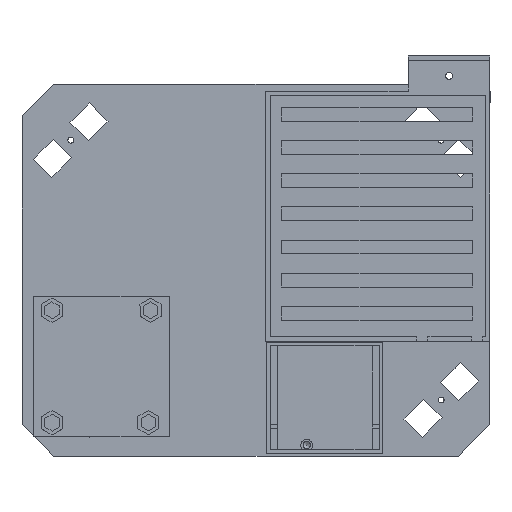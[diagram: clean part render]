
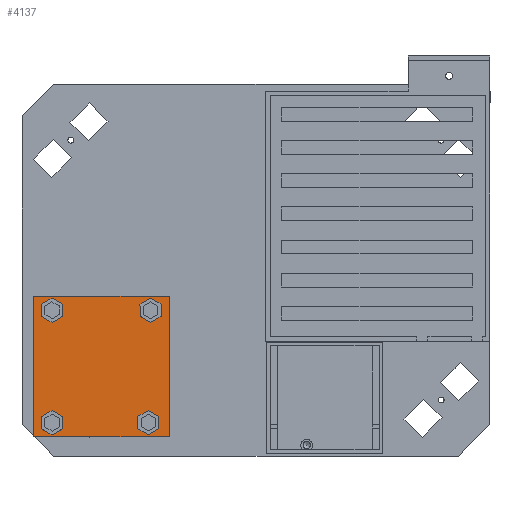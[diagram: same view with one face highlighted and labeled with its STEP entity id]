
A CAD part, top view. The second image highlights one B-rep face of the part: STEP entity #4137.
In plain terms, the highlighted planar face has unit normal (0, 0, 1).
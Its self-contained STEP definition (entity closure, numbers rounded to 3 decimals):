
#119=FACE_BOUND('',#571,.T.);
#120=FACE_BOUND('',#572,.T.);
#121=FACE_BOUND('',#573,.T.);
#122=FACE_BOUND('',#574,.T.);
#313=FACE_OUTER_BOUND('',#570,.T.);
#570=EDGE_LOOP('',(#3492,#3493,#3494,#3495));
#571=EDGE_LOOP('',(#3496,#3497,#3498,#3499,#3500,#3501));
#572=EDGE_LOOP('',(#3502,#3503,#3504,#3505,#3506,#3507));
#573=EDGE_LOOP('',(#3508,#3509,#3510,#3511,#3512,#3513));
#574=EDGE_LOOP('',(#3514,#3515,#3516,#3517,#3518,#3519));
#999=LINE('',#6325,#1536);
#1002=LINE('',#6330,#1539);
#1055=LINE('',#6441,#1592);
#1056=LINE('',#6442,#1593);
#1057=LINE('',#6445,#1594);
#1058=LINE('',#6447,#1595);
#1059=LINE('',#6449,#1596);
#1060=LINE('',#6451,#1597);
#1061=LINE('',#6453,#1598);
#1062=LINE('',#6454,#1599);
#1063=LINE('',#6457,#1600);
#1064=LINE('',#6459,#1601);
#1065=LINE('',#6461,#1602);
#1066=LINE('',#6463,#1603);
#1067=LINE('',#6465,#1604);
#1068=LINE('',#6466,#1605);
#1069=LINE('',#6469,#1606);
#1070=LINE('',#6471,#1607);
#1071=LINE('',#6473,#1608);
#1072=LINE('',#6475,#1609);
#1073=LINE('',#6477,#1610);
#1074=LINE('',#6478,#1611);
#1075=LINE('',#6481,#1612);
#1076=LINE('',#6483,#1613);
#1077=LINE('',#6485,#1614);
#1078=LINE('',#6487,#1615);
#1079=LINE('',#6489,#1616);
#1080=LINE('',#6490,#1617);
#1536=VECTOR('',#5189,10.);
#1539=VECTOR('',#5194,10.);
#1592=VECTOR('',#5281,10.);
#1593=VECTOR('',#5282,10.);
#1594=VECTOR('',#5283,10.);
#1595=VECTOR('',#5284,10.);
#1596=VECTOR('',#5285,10.);
#1597=VECTOR('',#5286,10.);
#1598=VECTOR('',#5287,10.);
#1599=VECTOR('',#5288,10.);
#1600=VECTOR('',#5289,10.);
#1601=VECTOR('',#5290,10.);
#1602=VECTOR('',#5291,10.);
#1603=VECTOR('',#5292,10.);
#1604=VECTOR('',#5293,10.);
#1605=VECTOR('',#5294,10.);
#1606=VECTOR('',#5295,10.);
#1607=VECTOR('',#5296,10.);
#1608=VECTOR('',#5297,10.);
#1609=VECTOR('',#5298,10.);
#1610=VECTOR('',#5299,10.);
#1611=VECTOR('',#5300,10.);
#1612=VECTOR('',#5301,10.);
#1613=VECTOR('',#5302,10.);
#1614=VECTOR('',#5303,10.);
#1615=VECTOR('',#5304,10.);
#1616=VECTOR('',#5305,10.);
#1617=VECTOR('',#5306,10.);
#1967=VERTEX_POINT('',#6322);
#1968=VERTEX_POINT('',#6324);
#1969=VERTEX_POINT('',#6328);
#2010=VERTEX_POINT('',#6440);
#2011=VERTEX_POINT('',#6443);
#2012=VERTEX_POINT('',#6444);
#2013=VERTEX_POINT('',#6446);
#2014=VERTEX_POINT('',#6448);
#2015=VERTEX_POINT('',#6450);
#2016=VERTEX_POINT('',#6452);
#2017=VERTEX_POINT('',#6455);
#2018=VERTEX_POINT('',#6456);
#2019=VERTEX_POINT('',#6458);
#2020=VERTEX_POINT('',#6460);
#2021=VERTEX_POINT('',#6462);
#2022=VERTEX_POINT('',#6464);
#2023=VERTEX_POINT('',#6467);
#2024=VERTEX_POINT('',#6468);
#2025=VERTEX_POINT('',#6470);
#2026=VERTEX_POINT('',#6472);
#2027=VERTEX_POINT('',#6474);
#2028=VERTEX_POINT('',#6476);
#2029=VERTEX_POINT('',#6479);
#2030=VERTEX_POINT('',#6480);
#2031=VERTEX_POINT('',#6482);
#2032=VERTEX_POINT('',#6484);
#2033=VERTEX_POINT('',#6486);
#2034=VERTEX_POINT('',#6488);
#2471=EDGE_CURVE('',#1968,#1967,#999,.T.);
#2474=EDGE_CURVE('',#1967,#1969,#1002,.T.);
#2527=EDGE_CURVE('',#1969,#2010,#1055,.T.);
#2528=EDGE_CURVE('',#2010,#1968,#1056,.T.);
#2529=EDGE_CURVE('',#2011,#2012,#1057,.T.);
#2530=EDGE_CURVE('',#2012,#2013,#1058,.T.);
#2531=EDGE_CURVE('',#2013,#2014,#1059,.T.);
#2532=EDGE_CURVE('',#2014,#2015,#1060,.T.);
#2533=EDGE_CURVE('',#2015,#2016,#1061,.T.);
#2534=EDGE_CURVE('',#2016,#2011,#1062,.T.);
#2535=EDGE_CURVE('',#2017,#2018,#1063,.T.);
#2536=EDGE_CURVE('',#2018,#2019,#1064,.T.);
#2537=EDGE_CURVE('',#2019,#2020,#1065,.T.);
#2538=EDGE_CURVE('',#2020,#2021,#1066,.T.);
#2539=EDGE_CURVE('',#2021,#2022,#1067,.T.);
#2540=EDGE_CURVE('',#2022,#2017,#1068,.T.);
#2541=EDGE_CURVE('',#2023,#2024,#1069,.T.);
#2542=EDGE_CURVE('',#2024,#2025,#1070,.T.);
#2543=EDGE_CURVE('',#2025,#2026,#1071,.T.);
#2544=EDGE_CURVE('',#2026,#2027,#1072,.T.);
#2545=EDGE_CURVE('',#2027,#2028,#1073,.T.);
#2546=EDGE_CURVE('',#2028,#2023,#1074,.T.);
#2547=EDGE_CURVE('',#2029,#2030,#1075,.T.);
#2548=EDGE_CURVE('',#2030,#2031,#1076,.T.);
#2549=EDGE_CURVE('',#2031,#2032,#1077,.T.);
#2550=EDGE_CURVE('',#2032,#2033,#1078,.T.);
#2551=EDGE_CURVE('',#2033,#2034,#1079,.T.);
#2552=EDGE_CURVE('',#2034,#2029,#1080,.T.);
#3492=ORIENTED_EDGE('',*,*,#2474,.T.);
#3493=ORIENTED_EDGE('',*,*,#2527,.T.);
#3494=ORIENTED_EDGE('',*,*,#2528,.T.);
#3495=ORIENTED_EDGE('',*,*,#2471,.T.);
#3496=ORIENTED_EDGE('',*,*,#2529,.T.);
#3497=ORIENTED_EDGE('',*,*,#2530,.T.);
#3498=ORIENTED_EDGE('',*,*,#2531,.T.);
#3499=ORIENTED_EDGE('',*,*,#2532,.T.);
#3500=ORIENTED_EDGE('',*,*,#2533,.T.);
#3501=ORIENTED_EDGE('',*,*,#2534,.T.);
#3502=ORIENTED_EDGE('',*,*,#2535,.T.);
#3503=ORIENTED_EDGE('',*,*,#2536,.T.);
#3504=ORIENTED_EDGE('',*,*,#2537,.T.);
#3505=ORIENTED_EDGE('',*,*,#2538,.T.);
#3506=ORIENTED_EDGE('',*,*,#2539,.T.);
#3507=ORIENTED_EDGE('',*,*,#2540,.T.);
#3508=ORIENTED_EDGE('',*,*,#2541,.T.);
#3509=ORIENTED_EDGE('',*,*,#2542,.T.);
#3510=ORIENTED_EDGE('',*,*,#2543,.T.);
#3511=ORIENTED_EDGE('',*,*,#2544,.T.);
#3512=ORIENTED_EDGE('',*,*,#2545,.T.);
#3513=ORIENTED_EDGE('',*,*,#2546,.T.);
#3514=ORIENTED_EDGE('',*,*,#2547,.T.);
#3515=ORIENTED_EDGE('',*,*,#2548,.T.);
#3516=ORIENTED_EDGE('',*,*,#2549,.T.);
#3517=ORIENTED_EDGE('',*,*,#2550,.T.);
#3518=ORIENTED_EDGE('',*,*,#2551,.T.);
#3519=ORIENTED_EDGE('',*,*,#2552,.T.);
#3933=PLANE('',#4433);
#4137=ADVANCED_FACE('',(#313,#119,#120,#121,#122),#3933,.T.);
#4433=AXIS2_PLACEMENT_3D('',#6439,#5279,#5280);
#5189=DIRECTION('',(1.,0.,0.));
#5194=DIRECTION('',(0.,1.,0.));
#5279=DIRECTION('center_axis',(0.,0.,1.));
#5280=DIRECTION('ref_axis',(1.,0.,0.));
#5281=DIRECTION('',(-1.,0.,0.));
#5282=DIRECTION('',(0.,-1.,0.));
#5283=DIRECTION('',(-0.866,-0.5,0.));
#5284=DIRECTION('',(-0.866,0.5,0.));
#5285=DIRECTION('',(0.,1.,0.));
#5286=DIRECTION('',(0.866,0.5,0.));
#5287=DIRECTION('',(0.866,-0.5,0.));
#5288=DIRECTION('',(0.,-1.,0.));
#5289=DIRECTION('',(-0.866,-0.5,0.));
#5290=DIRECTION('',(-0.866,0.5,0.));
#5291=DIRECTION('',(0.,1.,0.));
#5292=DIRECTION('',(0.866,0.5,0.));
#5293=DIRECTION('',(0.866,-0.5,0.));
#5294=DIRECTION('',(0.,-1.,0.));
#5295=DIRECTION('',(-0.865,-0.501,0.));
#5296=DIRECTION('',(-0.867,0.499,0.));
#5297=DIRECTION('',(-0.002,1.,0.));
#5298=DIRECTION('',(0.865,0.501,0.));
#5299=DIRECTION('',(0.867,-0.499,0.));
#5300=DIRECTION('',(0.002,-1.,0.));
#5301=DIRECTION('',(-0.866,-0.5,0.));
#5302=DIRECTION('',(-0.866,0.5,0.));
#5303=DIRECTION('',(0.,1.,0.));
#5304=DIRECTION('',(0.866,0.5,0.));
#5305=DIRECTION('',(0.866,-0.5,0.));
#5306=DIRECTION('',(0.,-1.,0.));
#6322=CARTESIAN_POINT('',(58.,0.,1.));
#6324=CARTESIAN_POINT('',(0.,0.,1.));
#6325=CARTESIAN_POINT('',(0.,0.,1.));
#6328=CARTESIAN_POINT('',(58.,60.,1.));
#6330=CARTESIAN_POINT('',(58.,15.,1.));
#6439=CARTESIAN_POINT('Origin',(33.5,30.,1.));
#6440=CARTESIAN_POINT('',(0.,60.,1.));
#6441=CARTESIAN_POINT('',(67.,60.,1.));
#6442=CARTESIAN_POINT('',(0.,60.,1.));
#6443=CARTESIAN_POINT('',(53.57,3.402,1.));
#6444=CARTESIAN_POINT('',(49.07,0.804,1.));
#6445=CARTESIAN_POINT('',(49.552,1.082,1.));
#6446=CARTESIAN_POINT('',(44.57,3.402,1.));
#6447=CARTESIAN_POINT('',(34.66,9.123,1.));
#6448=CARTESIAN_POINT('',(44.57,8.598,1.));
#6449=CARTESIAN_POINT('',(44.57,19.299,1.));
#6450=CARTESIAN_POINT('',(49.07,11.196,1.));
#6451=CARTESIAN_POINT('',(47.302,10.176,1.));
#6452=CARTESIAN_POINT('',(53.57,8.598,1.));
#6453=CARTESIAN_POINT('',(41.41,15.619,1.));
#6454=CARTESIAN_POINT('',(53.57,16.701,1.));
#6455=CARTESIAN_POINT('',(12.43,3.362,1.));
#6456=CARTESIAN_POINT('',(7.93,0.764,1.));
#6457=CARTESIAN_POINT('',(23.849,9.954,1.));
#6458=CARTESIAN_POINT('',(3.43,3.362,1.));
#6459=CARTESIAN_POINT('',(8.939,0.181,1.));
#6460=CARTESIAN_POINT('',(3.43,8.558,1.));
#6461=CARTESIAN_POINT('',(3.43,19.279,1.));
#6462=CARTESIAN_POINT('',(7.93,11.156,1.));
#6463=CARTESIAN_POINT('',(21.599,19.048,1.));
#6464=CARTESIAN_POINT('',(12.43,8.558,1.));
#6465=CARTESIAN_POINT('',(15.689,6.677,1.));
#6466=CARTESIAN_POINT('',(12.43,16.681,1.));
#6467=CARTESIAN_POINT('',(54.504,51.409,1.));
#6468=CARTESIAN_POINT('',(50.008,48.804,1.));
#6469=CARTESIAN_POINT('',(39.75,42.86,1.));
#6470=CARTESIAN_POINT('',(45.504,51.395,1.));
#6471=CARTESIAN_POINT('',(45.618,51.329,1.));
#6472=CARTESIAN_POINT('',(45.496,56.591,1.));
#6473=CARTESIAN_POINT('',(45.517,43.305,1.));
#6474=CARTESIAN_POINT('',(49.992,59.196,1.));
#6475=CARTESIAN_POINT('',(37.486,51.949,1.));
#6476=CARTESIAN_POINT('',(54.496,56.605,1.));
#6477=CARTESIAN_POINT('',(52.358,57.835,1.));
#6478=CARTESIAN_POINT('',(54.521,40.721,1.));
#6479=CARTESIAN_POINT('',(12.43,51.402,1.));
#6480=CARTESIAN_POINT('',(7.93,48.804,1.));
#6481=CARTESIAN_POINT('',(13.448,51.989,1.));
#6482=CARTESIAN_POINT('',(3.43,51.402,1.));
#6483=CARTESIAN_POINT('',(19.34,42.216,1.));
#6484=CARTESIAN_POINT('',(3.43,56.598,1.));
#6485=CARTESIAN_POINT('',(3.43,43.299,1.));
#6486=CARTESIAN_POINT('',(7.93,59.196,1.));
#6487=CARTESIAN_POINT('',(11.198,61.083,1.));
#6488=CARTESIAN_POINT('',(12.43,56.598,1.));
#6489=CARTESIAN_POINT('',(26.09,48.712,1.));
#6490=CARTESIAN_POINT('',(12.43,40.701,1.));
